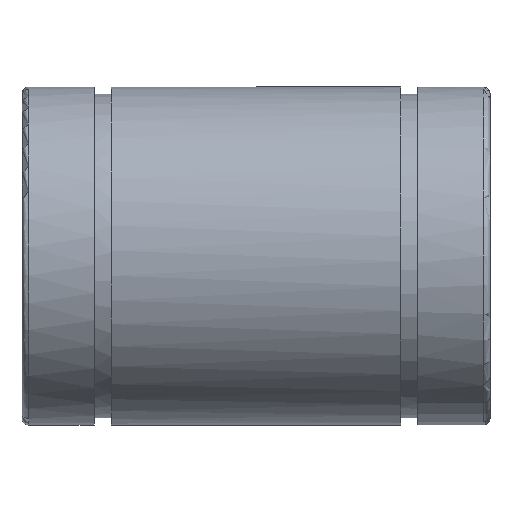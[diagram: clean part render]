
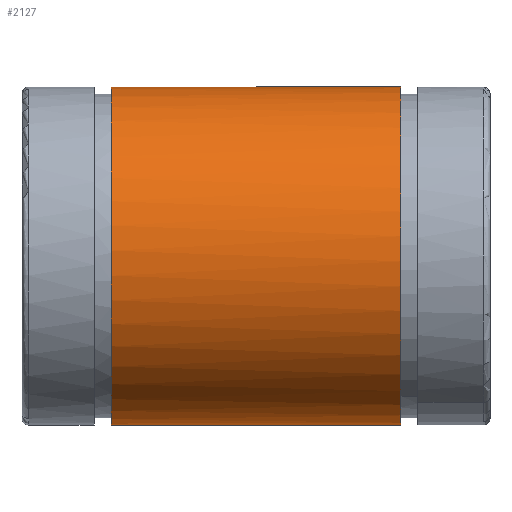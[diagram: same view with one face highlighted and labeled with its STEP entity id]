
A CAD part, front view. The second image highlights one B-rep face of the part: STEP entity #2127.
In plain terms, the highlighted cylindrical face has radius 13 mm (diameter 26 mm), a partial arc.
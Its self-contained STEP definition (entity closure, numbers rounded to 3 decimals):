
#2119=AXIS2_PLACEMENT_3D('Cylinder Axis2P3D',#2116,#2117,#2118) ;
#878=CARTESIAN_POINT('Line Origine',(18.,0.,-13.)) ;
#882=CARTESIAN_POINT('Vertex',(6.85,0.,-13.)) ;
#884=CARTESIAN_POINT('Vertex',(29.15,0.,-13.)) ;
#910=CARTESIAN_POINT('Control Point',(6.85,0.,13.)) ;
#911=CARTESIAN_POINT('Control Point',(6.85,-1.236,13.)) ;
#912=CARTESIAN_POINT('Control Point',(6.85,-2.473,12.853)) ;
#913=CARTESIAN_POINT('Control Point',(6.85,-3.686,12.559)) ;
#914=CARTESIAN_POINT('Control Point',(6.85,-6.019,11.688)) ;
#915=CARTESIAN_POINT('Control Point',(6.85,-8.083,10.295)) ;
#916=CARTESIAN_POINT('Control Point',(6.85,-9.027,9.478)) ;
#917=CARTESIAN_POINT('Control Point',(6.85,-10.702,7.635)) ;
#918=CARTESIAN_POINT('Control Point',(6.85,-11.899,5.452)) ;
#919=CARTESIAN_POINT('Control Point',(6.85,-12.365,4.293)) ;
#920=CARTESIAN_POINT('Control Point',(6.85,-13.011,1.888)) ;
#921=CARTESIAN_POINT('Control Point',(6.85,-13.075,-0.601)) ;
#922=CARTESIAN_POINT('Control Point',(6.85,-12.958,-1.844)) ;
#923=CARTESIAN_POINT('Control Point',(6.85,-12.432,-4.278)) ;
#924=CARTESIAN_POINT('Control Point',(6.85,-11.349,-6.521)) ;
#925=CARTESIAN_POINT('Control Point',(6.85,-10.676,-7.572)) ;
#926=CARTESIAN_POINT('Control Point',(6.85,-9.093,-9.495)) ;
#927=CARTESIAN_POINT('Control Point',(6.85,-7.104,-10.993)) ;
#928=CARTESIAN_POINT('Control Point',(6.85,-6.025,-11.62)) ;
#929=CARTESIAN_POINT('Control Point',(6.85,-4.188,-12.411)) ;
#930=CARTESIAN_POINT('Control Point',(6.85,-2.243,-12.838)) ;
#931=CARTESIAN_POINT('Control Point',(6.85,-1.499,-12.946)) ;
#932=CARTESIAN_POINT('Control Point',(6.85,-0.749,-13.)) ;
#933=CARTESIAN_POINT('Control Point',(6.85,0.,-13.)) ;
#934=CARTESIAN_POINT('Vertex',(6.85,0.,13.)) ;
#1949=CARTESIAN_POINT('Vertex',(29.15,0.,13.)) ;
#1953=CARTESIAN_POINT('Control Point',(29.15,0.,-13.)) ;
#1954=CARTESIAN_POINT('Control Point',(29.15,-1.236,-13.)) ;
#1955=CARTESIAN_POINT('Control Point',(29.15,-2.473,-12.853)) ;
#1956=CARTESIAN_POINT('Control Point',(29.15,-3.686,-12.559)) ;
#1957=CARTESIAN_POINT('Control Point',(29.15,-6.019,-11.688)) ;
#1958=CARTESIAN_POINT('Control Point',(29.15,-8.083,-10.295)) ;
#1959=CARTESIAN_POINT('Control Point',(29.15,-9.027,-9.478)) ;
#1960=CARTESIAN_POINT('Control Point',(29.15,-10.702,-7.635)) ;
#1961=CARTESIAN_POINT('Control Point',(29.15,-11.899,-5.452)) ;
#1962=CARTESIAN_POINT('Control Point',(29.15,-12.365,-4.293)) ;
#1963=CARTESIAN_POINT('Control Point',(29.15,-13.011,-1.888)) ;
#1964=CARTESIAN_POINT('Control Point',(29.15,-13.075,0.601)) ;
#1965=CARTESIAN_POINT('Control Point',(29.15,-12.958,1.844)) ;
#1966=CARTESIAN_POINT('Control Point',(29.15,-12.432,4.278)) ;
#1967=CARTESIAN_POINT('Control Point',(29.15,-11.349,6.521)) ;
#1968=CARTESIAN_POINT('Control Point',(29.15,-10.676,7.572)) ;
#1969=CARTESIAN_POINT('Control Point',(29.15,-9.093,9.495)) ;
#1970=CARTESIAN_POINT('Control Point',(29.15,-7.104,10.993)) ;
#1971=CARTESIAN_POINT('Control Point',(29.15,-6.025,11.62)) ;
#1972=CARTESIAN_POINT('Control Point',(29.15,-4.188,12.411)) ;
#1973=CARTESIAN_POINT('Control Point',(29.15,-2.243,12.838)) ;
#1974=CARTESIAN_POINT('Control Point',(29.15,-1.499,12.946)) ;
#1975=CARTESIAN_POINT('Control Point',(29.15,-0.749,13.)) ;
#1976=CARTESIAN_POINT('Control Point',(29.15,0.,13.)) ;
#1989=CARTESIAN_POINT('Line Origine',(18.,0.,13.)) ;
#2116=CARTESIAN_POINT('Axis2P3D Location',(18.,0.,0.)) ;
#879=DIRECTION('Vector Direction',(1.,0.,0.)) ;
#1990=DIRECTION('Vector Direction',(1.,0.,0.)) ;
#2117=DIRECTION('Axis2P3D Direction',(1.,0.,0.)) ;
#2118=DIRECTION('Axis2P3D XDirection',(0.,0.,1.)) ;
#880=VECTOR('Line Direction',#879,1.) ;
#1991=VECTOR('Line Direction',#1990,1.) ;
#2122=ORIENTED_EDGE('',*,*,#886,.T.) ;
#2123=ORIENTED_EDGE('',*,*,#1977,.T.) ;
#2124=ORIENTED_EDGE('',*,*,#1993,.T.) ;
#2125=ORIENTED_EDGE('',*,*,#936,.T.) ;
#2127=ADVANCED_FACE('',(#2126),#2120,.T.) ;
#909=B_SPLINE_CURVE_WITH_KNOTS('',5,(#910,#911,#912,#913,#914,#915,#916,#917,#918,#919,#920,#921,#922,#923,#924,#925,#926,#927,#928,#929,#930,#931,#932,#933),.UNSPECIFIED.,.F.,.U.,(6,3,3,3,3,3,3,6),(0.,8.743,17.486,26.229,34.972,43.715,52.457,57.757),.UNSPECIFIED.) ;
#1952=B_SPLINE_CURVE_WITH_KNOTS('',5,(#1953,#1954,#1955,#1956,#1957,#1958,#1959,#1960,#1961,#1962,#1963,#1964,#1965,#1966,#1967,#1968,#1969,#1970,#1971,#1972,#1973,#1974,#1975,#1976),.UNSPECIFIED.,.F.,.U.,(6,3,3,3,3,3,3,6),(0.,8.743,17.486,26.229,34.972,43.715,52.457,57.757),.UNSPECIFIED.) ;
#2120=CYLINDRICAL_SURFACE('generated cylinder',#2119,13.) ;
#886=EDGE_CURVE('',#883,#885,#881,.T.) ;
#936=EDGE_CURVE('',#935,#883,#909,.T.) ;
#1977=EDGE_CURVE('',#885,#1950,#1952,.T.) ;
#1993=EDGE_CURVE('',#1950,#935,#1992,.F.) ;
#2121=EDGE_LOOP('',(#2122,#2123,#2124,#2125)) ;
#2126=FACE_OUTER_BOUND('',#2121,.T.) ;
#881=LINE('Line',#878,#880) ;
#1992=LINE('Line',#1989,#1991) ;
#883=VERTEX_POINT('',#882) ;
#885=VERTEX_POINT('',#884) ;
#935=VERTEX_POINT('',#934) ;
#1950=VERTEX_POINT('',#1949) ;
